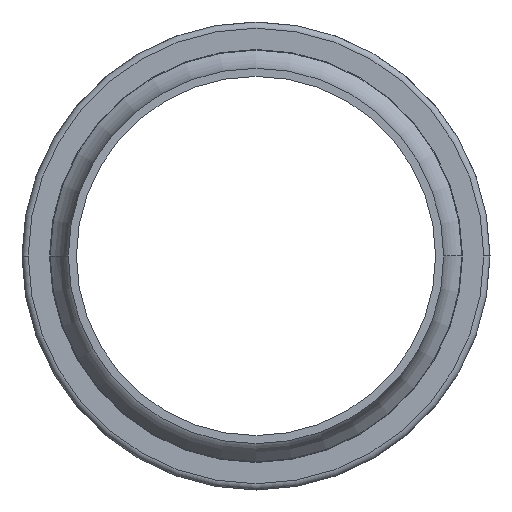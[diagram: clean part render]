
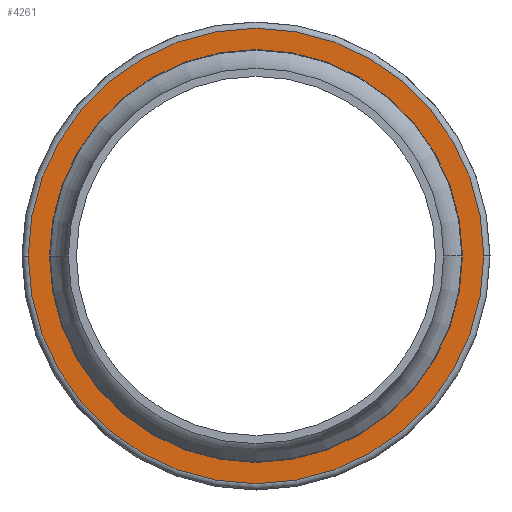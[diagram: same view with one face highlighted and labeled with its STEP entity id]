
A CAD part, left-side view. The second image highlights one B-rep face of the part: STEP entity #4261.
In plain terms, the highlighted planar face has unit normal (-1, 0, 0).
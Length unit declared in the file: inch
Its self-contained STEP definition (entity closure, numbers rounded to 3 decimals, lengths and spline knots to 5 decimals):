
#7 = CARTESIAN_POINT ( 'NONE',  ( 1.03, 0., 0. ) ) ;
#23 = CARTESIAN_POINT ( 'NONE',  ( 1.03, -1.82, 0. ) ) ;
#27 = EDGE_LOOP ( 'NONE', ( #890, #328 ) ) ;
#328 = ORIENTED_EDGE ( 'NONE', *, *, #5089, .T. ) ;
#349 = CARTESIAN_POINT ( 'NONE',  ( 1.03, 0., 0. ) ) ;
#434 = DIRECTION ( 'NONE',  ( 0., 1., 0. ) ) ;
#890 = ORIENTED_EDGE ( 'NONE', *, *, #4578, .T. ) ;
#1491 = VERTEX_POINT ( 'NONE', #23 ) ;
#1752 = VERTEX_POINT ( 'NONE', #6180 ) ;
#1766 = ORIENTED_EDGE ( 'NONE', *, *, #3554, .F. ) ;
#1937 = CARTESIAN_POINT ( 'NONE',  ( 1.03, 1.5, 0. ) ) ;
#2101 = CIRCLE ( 'NONE', #2785, 1.82 ) ;
#2129 = AXIS2_PLACEMENT_3D ( 'NONE', #5395, #7371, #6169 ) ;
#2217 = EDGE_CURVE ( 'NONE', #1752, #1491, #2101, .T. ) ;
#2785 = AXIS2_PLACEMENT_3D ( 'NONE', #4268, #5611, #6895 ) ;
#3147 = PLANE ( 'NONE',  #7535 ) ;
#3152 = AXIS2_PLACEMENT_3D ( 'NONE', #3456, #4028, #4801 ) ;
#3230 = FACE_BOUND ( 'NONE', #27, .T. ) ;
#3284 = CIRCLE ( 'NONE', #3152, 1.82 ) ;
#3401 = EDGE_LOOP ( 'NONE', ( #5873, #1766 ) ) ;
#3456 = CARTESIAN_POINT ( 'NONE',  ( 1.03, 0., 0. ) ) ;
#3554 = EDGE_CURVE ( 'NONE', #1491, #1752, #3284, .T. ) ;
#3696 = VERTEX_POINT ( 'NONE', #7592 ) ;
#3833 = DIRECTION ( 'NONE',  ( 1., 0., 0. ) ) ;
#3918 = DIRECTION ( 'NONE',  ( 0., 1., 0. ) ) ;
#4028 = DIRECTION ( 'NONE',  ( 1., 0., 0. ) ) ;
#4261 = ADVANCED_FACE ( 'NONE', ( #8404, #3230 ), #3147, .F. ) ;
#4268 = CARTESIAN_POINT ( 'NONE',  ( 1.03, 0., 0. ) ) ;
#4578 = EDGE_CURVE ( 'NONE', #7017, #3696, #6975, .T. ) ;
#4801 = DIRECTION ( 'NONE',  ( 0., 1., 0. ) ) ;
#5089 = EDGE_CURVE ( 'NONE', #3696, #7017, #6387, .T. ) ;
#5395 = CARTESIAN_POINT ( 'NONE',  ( 1.03, 0., 0. ) ) ;
#5611 = DIRECTION ( 'NONE',  ( 1., 0., 0. ) ) ;
#5873 = ORIENTED_EDGE ( 'NONE', *, *, #2217, .F. ) ;
#6169 = DIRECTION ( 'NONE',  ( 0., 1., 0. ) ) ;
#6180 = CARTESIAN_POINT ( 'NONE',  ( 1.03, 1.82, 0. ) ) ;
#6387 = CIRCLE ( 'NONE', #2129, 1.5 ) ;
#6895 = DIRECTION ( 'NONE',  ( 0., 1., 0. ) ) ;
#6973 = DIRECTION ( 'NONE',  ( 1., 0., 0. ) ) ;
#6975 = CIRCLE ( 'NONE', #7388, 1.5 ) ;
#7017 = VERTEX_POINT ( 'NONE', #1937 ) ;
#7371 = DIRECTION ( 'NONE',  ( 1., 0., 0. ) ) ;
#7388 = AXIS2_PLACEMENT_3D ( 'NONE', #349, #6973, #434 ) ;
#7535 = AXIS2_PLACEMENT_3D ( 'NONE', #7, #3833, #3918 ) ;
#7592 = CARTESIAN_POINT ( 'NONE',  ( 1.03, -1.5, 0. ) ) ;
#8404 = FACE_OUTER_BOUND ( 'NONE', #3401, .T. ) ;
